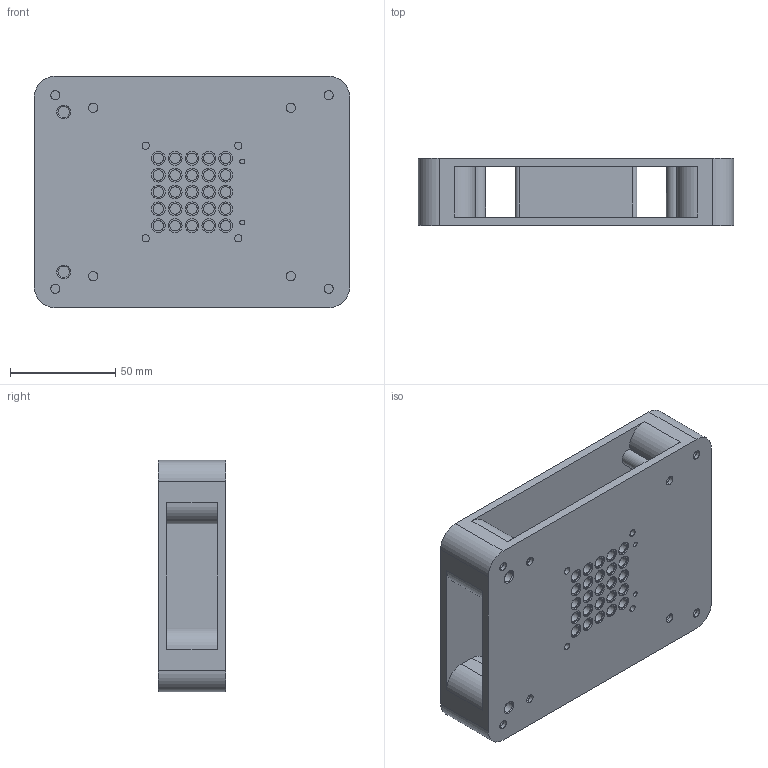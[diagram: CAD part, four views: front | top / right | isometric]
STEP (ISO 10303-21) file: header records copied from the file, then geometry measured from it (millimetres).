
FILE_DESCRIPTION (( 'STEP AP214' ), '1' );
FILE_NAME ('G倰菁釱2.0-褫俋楷.STEP', '2023-05-17T01:49:28', ( '' ), ( '' ), 'SwSTEP 2.0', 'SolidWorks 2018', '' );
FILE_SCHEMA (( 'AUTOMOTIVE_DESIGN' ));
Length unit declared in the file: millimetre
Products named in the file (1): G倰菁釱2.0-褫俋楷
Bounding box: 150 x 32 x 110 mm (x, y, z)
Volume: 279027.9 mm3; surface area: 77502.1 mm2
Topology: 1 solids, 9 shells, 546 faces, 1126 edges, 748 vertices
Faces by surface type: cylinder 346, plane 192, torus 8
Entity records: 14828 total; most frequent: DIRECTION 2928, CARTESIAN_POINT 2421, ORIENTED_EDGE 2252, AXIS2_PLACEMENT_3D 1255, EDGE_CURVE 1126, VERTEX_POINT 748, CIRCLE 708, EDGE_LOOP 704
